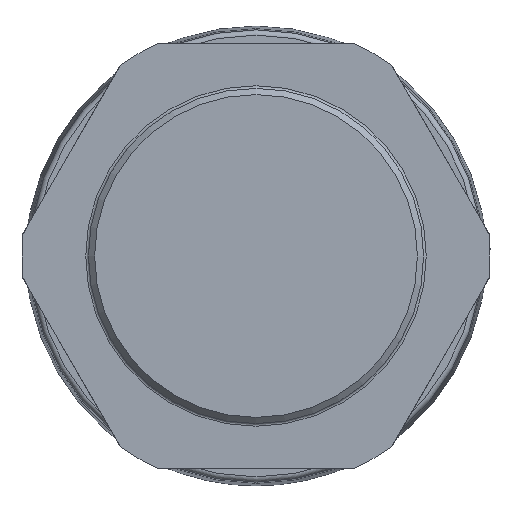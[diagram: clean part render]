
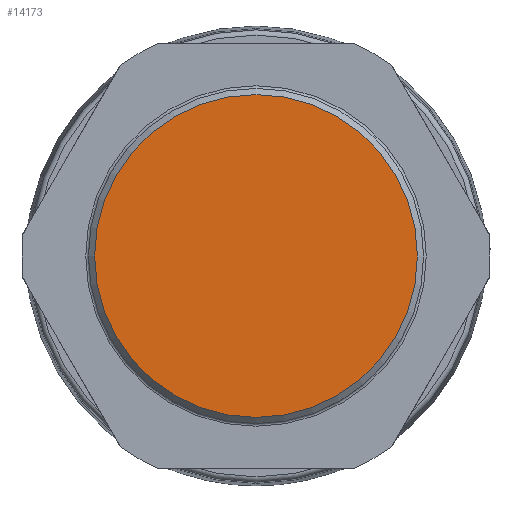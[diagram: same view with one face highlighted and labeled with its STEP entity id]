
A CAD part, left-side view. The second image highlights one B-rep face of the part: STEP entity #14173.
In plain terms, the highlighted planar face has unit normal (-1, 0, 0).
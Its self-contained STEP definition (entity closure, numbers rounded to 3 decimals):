
#1276=CIRCLE('',#15537,30.33);
#2527=FACE_OUTER_BOUND('',#3380,.T.);
#3380=EDGE_LOOP('',(#10378));
#5675=VERTEX_POINT('',#23322);
#7382=EDGE_CURVE('',#5675,#5675,#1276,.T.);
#10378=ORIENTED_EDGE('',*,*,#7382,.F.);
#12892=PLANE('',#15536);
#14173=ADVANCED_FACE('',(#2527),#12892,.T.);
#15536=AXIS2_PLACEMENT_3D('',#23321,#18626,#18627);
#15537=AXIS2_PLACEMENT_3D('',#23323,#18628,#18629);
#18626=DIRECTION('center_axis',(-1.,0.,0.));
#18627=DIRECTION('ref_axis',(0.,0.,
-1.));
#18628=DIRECTION('center_axis',(1.,0.,0.));
#18629=DIRECTION('ref_axis',(0.,0.,
1.));
#23321=CARTESIAN_POINT('Origin',(-36.7,-30.33,0.));
#23322=CARTESIAN_POINT('',(-36.7,-30.33,0.));
#23323=CARTESIAN_POINT('Origin',(-36.7,0.,
0.));
